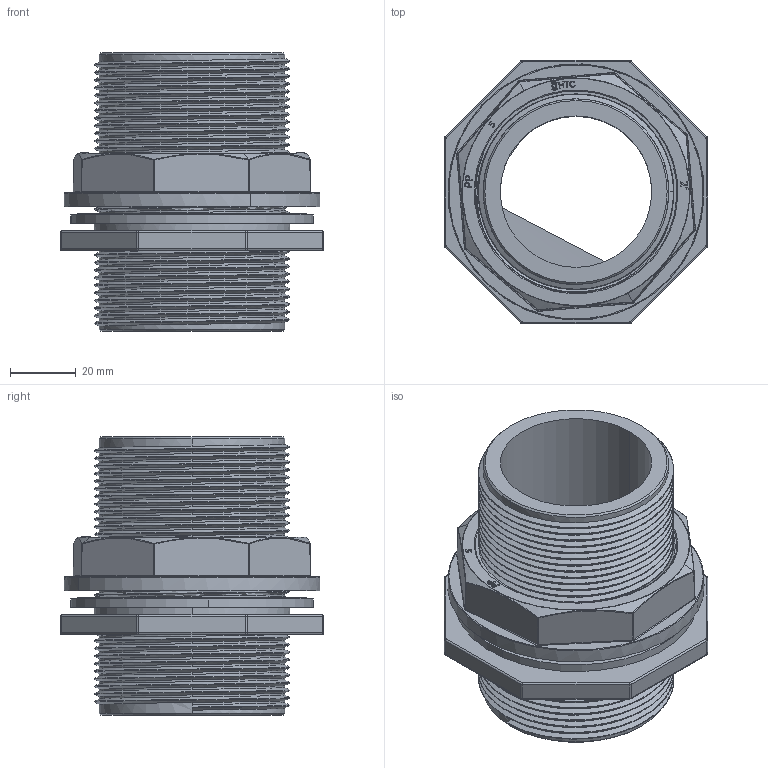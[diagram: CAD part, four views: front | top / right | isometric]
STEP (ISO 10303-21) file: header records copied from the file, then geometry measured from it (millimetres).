
FILE_DESCRIPTION (( 'STEP AP214' ), '1' );
FILE_NAME ('2.STEP', '2025-02-12T11:22:29', ( '' ), ( '' ), 'SwSTEP 2.0', 'SolidWorks 2023', '' );
FILE_SCHEMA (( 'AUTOMOTIVE_DESIGN' ));
Length unit declared in the file: millimetre
Products named in the file (4): 2; 2023-105=2; 2023-086  2
Assembly tree (3 placements, depth 2):
  2
    2
    2023-105=2
    2023-086  2
Bounding box: 80 x 80 x 84.5 mm (x, y, z)
Volume: 122391.9 mm3; surface area: 61191.8 mm2
Topology: 3 solids, 3 shells, 449 faces, 1132 edges, 727 vertices
Faces by surface type: plane 144, cylinder 136, bspline 97, cone 44, torus 28
Entity records: 31312 total; most frequent: CARTESIAN_POINT 21685, ORIENTED_EDGE 2264, DIRECTION 1583, EDGE_CURVE 1132, VERTEX_POINT 727, AXIS2_PLACEMENT_3D 620, EDGE_LOOP 493, ADVANCED_FACE 449
